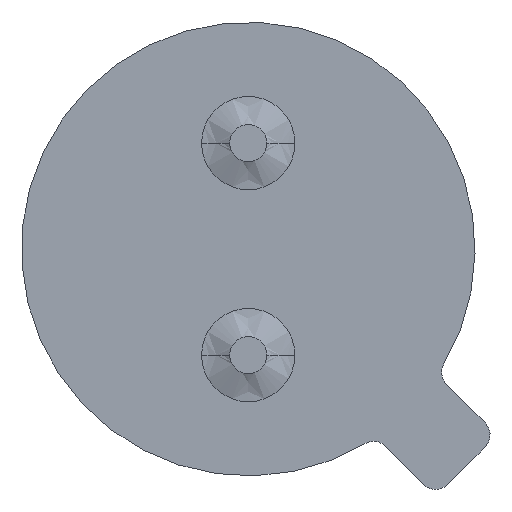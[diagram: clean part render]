
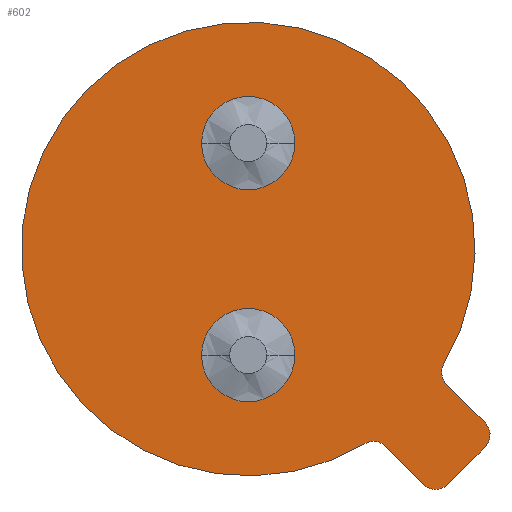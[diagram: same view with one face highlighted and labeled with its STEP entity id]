
A CAD part, front view. The second image highlights one B-rep face of the part: STEP entity #602.
In plain terms, the highlighted planar face has unit normal (0, -1, 0).
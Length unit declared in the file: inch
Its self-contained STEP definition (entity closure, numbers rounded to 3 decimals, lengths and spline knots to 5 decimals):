
#140=CARTESIAN_POINT('',(0.,0.,0.));
#141=DIRECTION('',(0.,-1.,0.));
#142=DIRECTION('',(0.863,0.,-0.506));
#143=AXIS2_PLACEMENT_3D('',#140,#141,#142);
#156=CARTESIAN_POINT('',(0.,0.,0.05));
#157=DIRECTION('',(0.,-1.,0.));
#158=DIRECTION('',(0.,0.,1.));
#159=AXIS2_PLACEMENT_3D('',#156,#157,#158);
#164=CARTESIAN_POINT('',(0.,0.,0.05));
#165=DIRECTION('',(0.,-1.,0.));
#166=DIRECTION('',(0.,0.,-1.));
#167=AXIS2_PLACEMENT_3D('',#164,#165,#166);
#172=CARTESIAN_POINT('',(0.,0.,-0.05));
#173=DIRECTION('',(0.,-1.,0.));
#174=DIRECTION('',(0.,0.,-1.));
#175=AXIS2_PLACEMENT_3D('',#172,#173,#174);
#180=CARTESIAN_POINT('',(0.,0.,-0.05));
#181=DIRECTION('',(0.,-1.,0.));
#182=DIRECTION('',(0.,0.,1.));
#183=AXIS2_PLACEMENT_3D('',#180,#181,#182);
#188=DIRECTION('',(0.707,0.,-0.707));
#189=VECTOR('',#188,0.02572);
#190=CARTESIAN_POINT('',(0.09354,0.,-0.06384));
#191=LINE('',#190,#189);
#195=DIRECTION('',(-0.707,0.,-0.707));
#196=VECTOR('',#195,0.025);
#197=CARTESIAN_POINT('',(0.11172,0.,-0.09334));
#198=LINE('',#197,#196);
#202=DIRECTION('',(-0.707,0.,0.707));
#203=VECTOR('',#202,0.02546);
#204=CARTESIAN_POINT('',(0.08273,0.,-0.11102));
#205=LINE('',#204,#203);
#298=CARTESIAN_POINT('',(0.0992,0.,-0.05818));
#299=DIRECTION('',(0.,1.,0.));
#300=DIRECTION('',(-0.707,0.,-0.707));
#301=AXIS2_PLACEMENT_3D('',#298,#299,#300);
#328=CARTESIAN_POINT('',(0.10607,0.,-0.08768));
#329=DIRECTION('',(0.,-1.,0.));
#330=DIRECTION('',(0.707,0.,-0.707));
#331=AXIS2_PLACEMENT_3D('',#328,#329,#330);
#358=CARTESIAN_POINT('',(0.08839,0.,-0.10536));
#359=DIRECTION('',(0.,-1.,0.));
#360=DIRECTION('',(-0.707,0.,-0.707));
#361=AXIS2_PLACEMENT_3D('',#358,#359,#360);
#403=CARTESIAN_POINT('',(0.05907,0.,-0.09867));
#404=DIRECTION('',(0.,-1.,0.));
#405=DIRECTION('',(0.707,0.,0.707));
#406=AXIS2_PLACEMENT_3D('',#403,#404,#405);
#415=CARTESIAN_POINT('',(0.,0.,-0.072));
#416=CARTESIAN_POINT('',(0.,0.,-0.028));
#417=VERTEX_POINT('',#415);
#418=VERTEX_POINT('',#416);
#419=CARTESIAN_POINT('',(0.,0.,0.072));
#420=CARTESIAN_POINT('',(0.,0.,0.028));
#421=VERTEX_POINT('',#419);
#422=VERTEX_POINT('',#420);
#423=CARTESIAN_POINT('',(0.09354,0.,-0.06384));
#425=VERTEX_POINT('',#423);
#427=CARTESIAN_POINT('',(0.09229,0.,-0.05414));
#429=VERTEX_POINT('',#427);
#431=CARTESIAN_POINT('',(0.11172,0.,-0.09334));
#433=VERTEX_POINT('',#431);
#435=CARTESIAN_POINT('',(0.11172,0.,-0.08202));
#437=VERTEX_POINT('',#435);
#439=CARTESIAN_POINT('',(0.08273,0.,-0.11102));
#441=VERTEX_POINT('',#439);
#443=CARTESIAN_POINT('',(0.09405,0.,-0.11102));
#445=VERTEX_POINT('',#443);
#447=CARTESIAN_POINT('',(0.06473,0.,-0.09301));
#449=VERTEX_POINT('',#447);
#451=CARTESIAN_POINT('',(0.05496,0.,-0.09181));
#453=VERTEX_POINT('',#451);
#568=CARTESIAN_POINT('',(0.,0.,0.));
#569=DIRECTION('',(0.,1.,0.));
#570=DIRECTION('',(1.,0.,0.));
#571=AXIS2_PLACEMENT_3D('',#568,#569,#570);
#572=PLANE('',#571);
#573=ORIENTED_EDGE('',*,*,#558,.F.);
#575=ORIENTED_EDGE('',*,*,#574,.F.);
#577=ORIENTED_EDGE('',*,*,#576,.T.);
#579=ORIENTED_EDGE('',*,*,#578,.F.);
#581=ORIENTED_EDGE('',*,*,#580,.T.);
#583=ORIENTED_EDGE('',*,*,#582,.F.);
#585=ORIENTED_EDGE('',*,*,#584,.T.);
#587=ORIENTED_EDGE('',*,*,#586,.T.);
#588=EDGE_LOOP('',(#573,#575,#577,#579,#581,#583,#585,#587));
#589=FACE_OUTER_BOUND('',#588,.F.);
#591=ORIENTED_EDGE('',*,*,#590,.T.);
#593=ORIENTED_EDGE('',*,*,#592,.T.);
#594=EDGE_LOOP('',(#591,#593));
#595=FACE_BOUND('',#594,.F.);
#597=ORIENTED_EDGE('',*,*,#596,.T.);
#599=ORIENTED_EDGE('',*,*,#598,.T.);
#600=EDGE_LOOP('',(#597,#599));
#601=FACE_BOUND('',#600,.F.);
#602=ADVANCED_FACE('',(#589,#595,#601),#572,.F.);
#144=CIRCLE('',#143,0.107);
#160=CIRCLE('',#159,0.022);
#168=CIRCLE('',#167,0.022);
#176=CIRCLE('',#175,0.022);
#184=CIRCLE('',#183,0.022);
#302=CIRCLE('',#301,0.008);
#332=CIRCLE('',#331,0.008);
#362=CIRCLE('',#361,0.008);
#407=CIRCLE('',#406,0.008);
#558=EDGE_CURVE('',#429,#453,#144,.T.);
#574=EDGE_CURVE('',#425,#429,#302,.T.);
#576=EDGE_CURVE('',#425,#437,#191,.T.);
#578=EDGE_CURVE('',#433,#437,#332,.T.);
#580=EDGE_CURVE('',#433,#445,#198,.T.);
#582=EDGE_CURVE('',#441,#445,#362,.T.);
#584=EDGE_CURVE('',#441,#449,#205,.T.);
#586=EDGE_CURVE('',#449,#453,#407,.T.);
#590=EDGE_CURVE('',#421,#422,#160,.T.);
#592=EDGE_CURVE('',#422,#421,#168,.T.);
#596=EDGE_CURVE('',#417,#418,#176,.T.);
#598=EDGE_CURVE('',#418,#417,#184,.T.);
